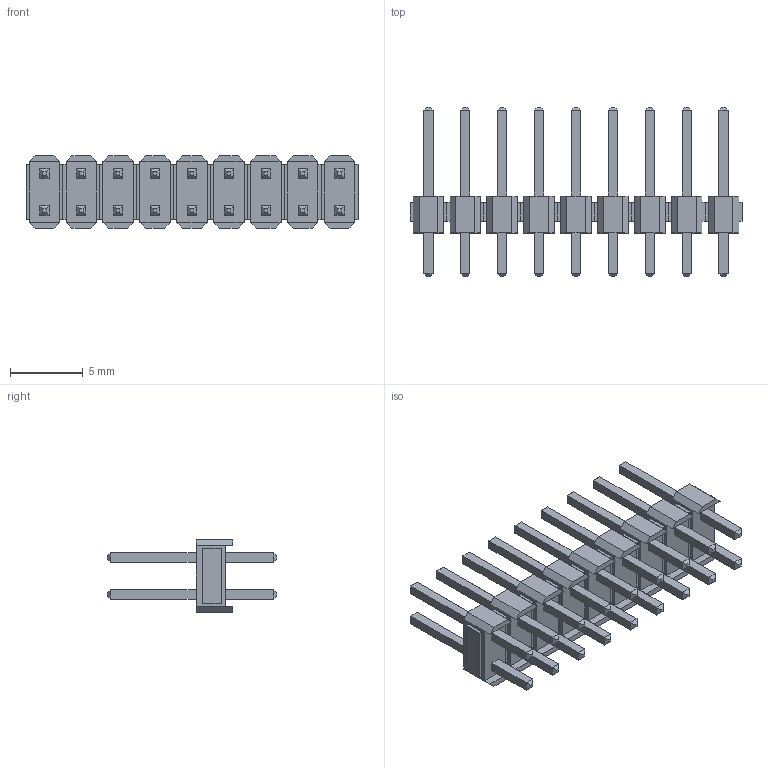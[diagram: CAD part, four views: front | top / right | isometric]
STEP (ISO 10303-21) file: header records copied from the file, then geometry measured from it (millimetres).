
FILE_DESCRIPTION (( 'STEP AP214' ), '1' );
FILE_NAME ('PLD-18.STEP', '2019-06-28T08:54:03', ( '' ), ( '' ), 'SwSTEP 2.0', 'SolidWorks 2018', '' );
FILE_SCHEMA (( 'AUTOMOTIVE_DESIGN' ));
Length unit declared in the file: millimetre
Products named in the file (1): PLD-18
Bounding box: 22.86 x 11.64 x 5 mm (x, y, z)
Volume: 279 mm3; surface area: 937.4 mm2
Topology: 9 solids, 9 shells, 540 faces, 1224 edges, 756 vertices
Faces by surface type: plane 540
Entity records: 20594 total; most frequent: CARTESIAN_POINT 2521, ORIENTED_EDGE 2448, DIRECTION 2306, LINE 1224, VECTOR 1224, EDGE_CURVE 1224, VERTEX_POINT 756, EDGE_LOOP 594
